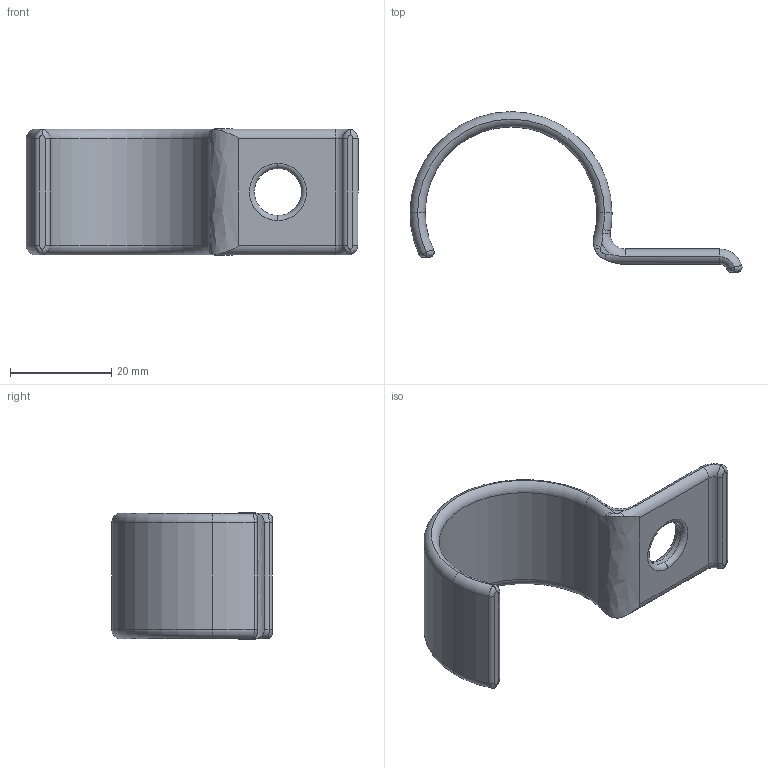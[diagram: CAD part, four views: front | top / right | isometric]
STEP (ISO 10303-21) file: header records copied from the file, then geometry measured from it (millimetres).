
FILE_DESCRIPTION (( 'STEP AP214' ), '1' );
FILE_NAME ('1044-018.STEP', '2024-05-15T11:04:39', ( '' ), ( '' ), 'SwSTEP 2.0', 'SolidWorks 2022', '' );
FILE_SCHEMA (( 'AUTOMOTIVE_DESIGN' ));
Length unit declared in the file: millimetre
Products named in the file (1): 1044-018
Bounding box: 65.72 x 31.78 x 25 mm (x, y, z)
Volume: 7173.8 mm3; surface area: 5420.7 mm2
Topology: 1 solids, 1 shells, 63 faces, 149 edges, 88 vertices
Faces by surface type: torus 28, cylinder 20, bspline 9, plane 6
Entity records: 2269 total; most frequent: CARTESIAN_POINT 830, DIRECTION 303, ORIENTED_EDGE 298, EDGE_CURVE 149, AXIS2_PLACEMENT_3D 137, VERTEX_POINT 88, CIRCLE 82, EDGE_LOOP 65
